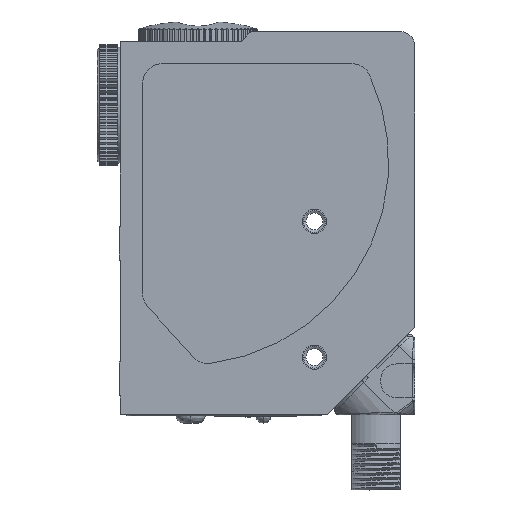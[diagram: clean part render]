
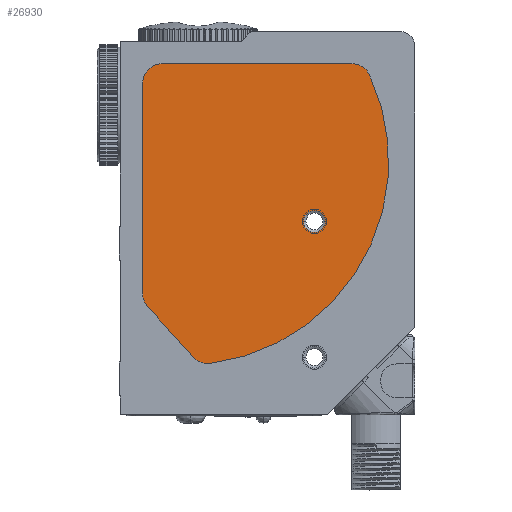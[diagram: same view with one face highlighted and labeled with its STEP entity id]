
A CAD part, left-side view. The second image highlights one B-rep face of the part: STEP entity #26930.
In plain terms, the highlighted planar face has unit normal (-1, 0, 0).
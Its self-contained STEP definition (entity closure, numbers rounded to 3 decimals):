
#6651=CARTESIAN_POINT('',(-15.45,21.75,-13.549));
#6652=DIRECTION('',(-1.,0.,0.));
#6653=DIRECTION('',(0.,1.,0.));
#6654=AXIS2_PLACEMENT_3D('',#6651,#6652,#6653);
#6656=DIRECTION('',(0.,0.,1.));
#6657=VECTOR('',#6656,43.449);
#6658=CARTESIAN_POINT('',(-15.45,25.75,-13.549));
#6659=LINE('',#6658,#6657);
#6660=CARTESIAN_POINT('',(-15.45,21.75,29.9));
#6661=DIRECTION('',(-1.,0.,0.));
#6662=DIRECTION('',(0.,0.,1.));
#6663=AXIS2_PLACEMENT_3D('',#6660,#6661,#6662);
#6665=DIRECTION('',(0.,-1.,0.));
#6666=VECTOR('',#6665,39.144);
#6667=CARTESIAN_POINT('',(-15.45,21.75,33.9));
#6668=LINE('',#6667,#6666);
#6669=CARTESIAN_POINT('',(-15.45,-17.394,29.9));
#6670=DIRECTION('',(-1.,0.,0.));
#6671=DIRECTION('',(0.,-0.906,0.424));
#6672=AXIS2_PLACEMENT_3D('',#6669,#6670,#6671);
#6674=CARTESIAN_POINT('',(-15.45,17.019,13.783));
#6675=DIRECTION('',(1.,0.,0.));
#6676=DIRECTION('',(0.,-0.906,0.424));
#6677=AXIS2_PLACEMENT_3D('',#6674,#6675,#6676);
#6679=CARTESIAN_POINT('',(-15.45,12.284,-23.921));
#6680=DIRECTION('',(-1.,0.,0.));
#6681=DIRECTION('',(0.,0.739,-0.674));
#6682=AXIS2_PLACEMENT_3D('',#6679,#6680,#6681);
#6684=DIRECTION('',(0.,0.674,0.739));
#6685=VECTOR('',#6684,14.042);
#6686=CARTESIAN_POINT('',(-15.45,15.239,-26.617));
#6687=LINE('',#6686,#6685);
#6688=CARTESIAN_POINT('',(-15.45,-9.65,1.4));
#6689=DIRECTION('',(1.,0.,0.));
#6690=DIRECTION('',(0.,-1.,0.));
#6691=AXIS2_PLACEMENT_3D('',#6688,#6689,#6690);
#6693=CARTESIAN_POINT('',(-15.45,-9.65,1.4));
#6694=DIRECTION('',(1.,0.,0.));
#6695=DIRECTION('',(0.,1.,0.));
#6696=AXIS2_PLACEMENT_3D('',#6693,#6694,#6695);
#11968=CARTESIAN_POINT('',(-15.45,-11.9,1.4));
#11969=VERTEX_POINT('',#11968);
#11972=CARTESIAN_POINT('',(-15.45,-7.4,1.4));
#11973=VERTEX_POINT('',#11972);
#12014=CARTESIAN_POINT('',(-15.45,25.75,-13.549));
#12016=VERTEX_POINT('',#12014);
#12018=CARTESIAN_POINT('',(-15.45,24.705,-16.246));
#12019=VERTEX_POINT('',#12018);
#12022=CARTESIAN_POINT('',(-15.45,15.239,-26.617));
#12024=VERTEX_POINT('',#12022);
#12026=CARTESIAN_POINT('',(-15.45,11.786,-27.89));
#12027=VERTEX_POINT('',#12026);
#12030=CARTESIAN_POINT('',(-15.45,21.75,33.9));
#12032=VERTEX_POINT('',#12030);
#12034=CARTESIAN_POINT('',(-15.45,25.75,29.9));
#12035=VERTEX_POINT('',#12034);
#12038=CARTESIAN_POINT('',(-15.45,-21.016,31.597));
#12040=VERTEX_POINT('',#12038);
#12042=CARTESIAN_POINT('',(-15.45,-17.394,33.9));
#12043=VERTEX_POINT('',#12042);
#26903=CARTESIAN_POINT('',(-15.45,0.,0.));
#26904=DIRECTION('',(1.,0.,0.));
#26905=DIRECTION('',(0.,0.,-1.));
#26906=AXIS2_PLACEMENT_3D('',#26903,#26904,#26905);
#26907=PLANE('',#26906);
#26909=ORIENTED_EDGE('',*,*,#26908,.F.);
#26911=ORIENTED_EDGE('',*,*,#26910,.T.);
#26913=ORIENTED_EDGE('',*,*,#26912,.F.);
#26915=ORIENTED_EDGE('',*,*,#26914,.T.);
#26917=ORIENTED_EDGE('',*,*,#26916,.F.);
#26919=ORIENTED_EDGE('',*,*,#26918,.T.);
#26921=ORIENTED_EDGE('',*,*,#26920,.F.);
#26923=ORIENTED_EDGE('',*,*,#26922,.T.);
#26924=EDGE_LOOP('',(#26909,#26911,#26913,#26915,#26917,#26919,#26921,#26923));
#26925=FACE_OUTER_BOUND('',#26924,.F.);
#26926=ORIENTED_EDGE('',*,*,#26896,.F.);
#26927=ORIENTED_EDGE('',*,*,#26885,.F.);
#26928=EDGE_LOOP('',(#26926,#26927));
#26929=FACE_BOUND('',#26928,.F.);
#26930=ADVANCED_FACE('',(#26925,#26929),#26907,.F.);
#6655=CIRCLE('',#6654,4.);
#6664=CIRCLE('',#6663,4.);
#6673=CIRCLE('',#6672,4.);
#6678=CIRCLE('',#6677,42.);
#6683=CIRCLE('',#6682,4.);
#6692=CIRCLE('',#6691,2.25);
#6697=CIRCLE('',#6696,2.25);
#26885=EDGE_CURVE('',#11973,#11969,#6697,.T.);
#26896=EDGE_CURVE('',#11969,#11973,#6692,.T.);
#26908=EDGE_CURVE('',#12016,#12019,#6655,.T.);
#26910=EDGE_CURVE('',#12016,#12035,#6659,.T.);
#26912=EDGE_CURVE('',#12032,#12035,#6664,.T.);
#26914=EDGE_CURVE('',#12032,#12043,#6668,.T.);
#26916=EDGE_CURVE('',#12040,#12043,#6673,.T.);
#26918=EDGE_CURVE('',#12040,#12027,#6678,.T.);
#26920=EDGE_CURVE('',#12024,#12027,#6683,.T.);
#26922=EDGE_CURVE('',#12024,#12019,#6687,.T.);
